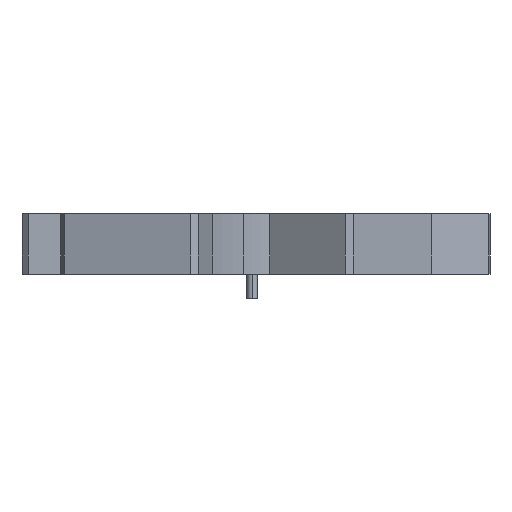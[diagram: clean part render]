
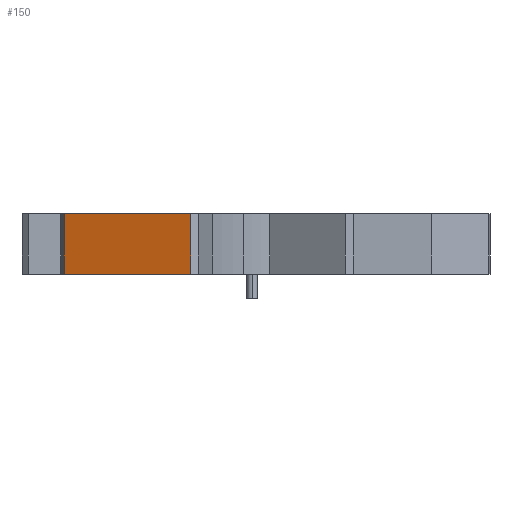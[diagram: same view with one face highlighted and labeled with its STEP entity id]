
A CAD part, left-side view. The second image highlights one B-rep face of the part: STEP entity #150.
In plain terms, the highlighted planar face has unit normal (-0.951, 0.309, 0).
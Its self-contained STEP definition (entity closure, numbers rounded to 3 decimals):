
#88 = ORIENTED_EDGE ( 'NONE', *, *, #960, .F. ) ;
#150 = ADVANCED_FACE ( 'NONE', ( #1306 ), #368, .F. ) ;
#157 = DIRECTION ( 'NONE',  ( 0.309, 0.951, 0. ) ) ;
#181 = CARTESIAN_POINT ( 'NONE',  ( -14.399, 14.741, 7.5 ) ) ;
#193 = VECTOR ( 'NONE', #768, 1000. ) ;
#238 = CARTESIAN_POINT ( 'NONE',  ( -17.356, 5.64, 7.5 ) ) ;
#282 = LINE ( 'NONE', #367, #1025 ) ;
#294 = VERTEX_POINT ( 'NONE', #984 ) ;
#331 = VERTEX_POINT ( 'NONE', #374 ) ;
#367 = CARTESIAN_POINT ( 'NONE',  ( -17.356, 5.64, 2.5 ) ) ;
#368 = PLANE ( 'NONE',  #1176 ) ;
#374 = CARTESIAN_POINT ( 'NONE',  ( -17.786, 4.318, 7.5 ) ) ;
#471 = CARTESIAN_POINT ( 'NONE',  ( -17.786, 4.318, 7.5 ) ) ;
#490 = DIRECTION ( 'NONE',  ( -0.309, -0.951, 0. ) ) ;
#506 = CARTESIAN_POINT ( 'NONE',  ( -17.786, 4.318, 2.5 ) ) ;
#517 = ORIENTED_EDGE ( 'NONE', *, *, #696, .T. ) ;
#533 = DIRECTION ( 'NONE',  ( -0.309, -0.951, 0. ) ) ;
#563 = VECTOR ( 'NONE', #1130, 1000. ) ;
#642 = EDGE_CURVE ( 'NONE', #1144, #294, #1019, .T. ) ;
#696 = EDGE_CURVE ( 'NONE', #294, #1161, #282, .T. ) ;
#718 = LINE ( 'NONE', #1139, #1356 ) ;
#768 = DIRECTION ( 'NONE',  ( 0., 0., -1. ) ) ;
#773 = EDGE_LOOP ( 'NONE', ( #517, #826, #88, #816 ) ) ;
#787 = DIRECTION ( 'NONE',  ( 0.951, -0.309, 0. ) ) ;
#816 = ORIENTED_EDGE ( 'NONE', *, *, #642, .T. ) ;
#826 = ORIENTED_EDGE ( 'NONE', *, *, #1009, .F. ) ;
#960 = EDGE_CURVE ( 'NONE', #1144, #331, #718, .T. ) ;
#984 = CARTESIAN_POINT ( 'NONE',  ( -14.399, 14.741, 2.5 ) ) ;
#1009 = EDGE_CURVE ( 'NONE', #331, #1161, #1293, .T. ) ;
#1019 = LINE ( 'NONE', #1305, #563 ) ;
#1025 = VECTOR ( 'NONE', #490, 1000. ) ;
#1130 = DIRECTION ( 'NONE',  ( 0., 0., -1. ) ) ;
#1139 = CARTESIAN_POINT ( 'NONE',  ( -17.356, 5.64, 7.5 ) ) ;
#1144 = VERTEX_POINT ( 'NONE', #181 ) ;
#1161 = VERTEX_POINT ( 'NONE', #506 ) ;
#1176 = AXIS2_PLACEMENT_3D ( 'NONE', #238, #787, #157 ) ;
#1293 = LINE ( 'NONE', #471, #193 ) ;
#1305 = CARTESIAN_POINT ( 'NONE',  ( -14.399, 14.741, 7.5 ) ) ;
#1306 = FACE_OUTER_BOUND ( 'NONE', #773, .T. ) ;
#1356 = VECTOR ( 'NONE', #533, 1000. ) ;
